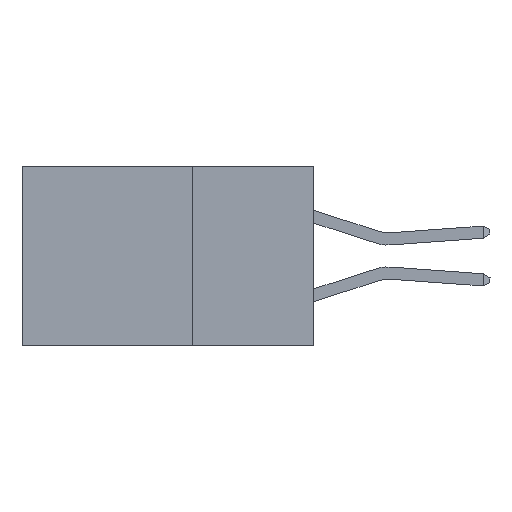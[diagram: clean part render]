
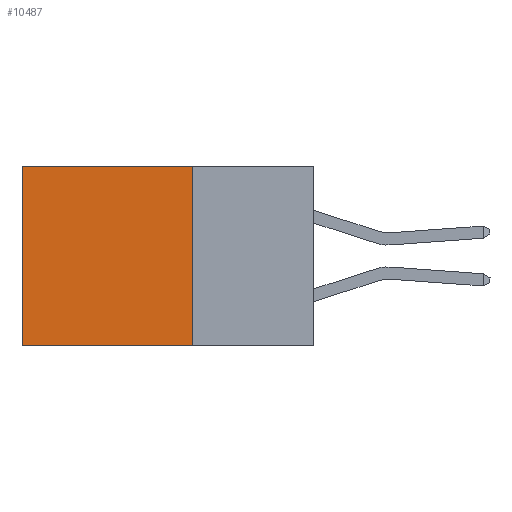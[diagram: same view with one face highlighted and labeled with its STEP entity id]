
A CAD part, left-side view. The second image highlights one B-rep face of the part: STEP entity #10487.
In plain terms, the highlighted planar face has unit normal (-1, 0, 0).
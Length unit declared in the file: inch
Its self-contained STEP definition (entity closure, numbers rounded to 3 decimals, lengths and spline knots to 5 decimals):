
#262 = CARTESIAN_POINT ( 'NONE',  ( 0.2875, 0.25, 0. ) ) ;
#573 = VERTEX_POINT ( 'NONE', #262 ) ;
#762 = EDGE_CURVE ( 'NONE', #972, #6839, #9240, .T. ) ;
#850 = CARTESIAN_POINT ( 'NONE',  ( 0.2875, 0.25, 0. ) ) ;
#858 = DIRECTION ( 'NONE',  ( 0., 0., -1. ) ) ;
#885 = VECTOR ( 'NONE', #1235, 39.37008 ) ;
#972 = VERTEX_POINT ( 'NONE', #12000 ) ;
#1213 = EDGE_CURVE ( 'NONE', #6662, #6839, #11954, .T. ) ;
#1235 = DIRECTION ( 'NONE',  ( 0., 0., -1. ) ) ;
#1654 = FACE_OUTER_BOUND ( 'NONE', #7285, .T. ) ;
#1872 = PLANE ( 'NONE',  #2710 ) ;
#1998 = ORIENTED_EDGE ( 'NONE', *, *, #5962, .F. ) ;
#2710 = AXIS2_PLACEMENT_3D ( 'NONE', #9227, #2961, #10258 ) ;
#2961 = DIRECTION ( 'NONE',  ( 1., 0., 0. ) ) ;
#3725 = VECTOR ( 'NONE', #9217, 39.37008 ) ;
#4444 = ORIENTED_EDGE ( 'NONE', *, *, #762, .T. ) ;
#5231 = CARTESIAN_POINT ( 'NONE',  ( 0.2875, 0.6, -0.37 ) ) ;
#5962 = EDGE_CURVE ( 'NONE', #573, #6662, #7048, .T. ) ;
#6011 = CARTESIAN_POINT ( 'NONE',  ( 0.2875, 0.25, -0.37 ) ) ;
#6550 = EDGE_CURVE ( 'NONE', #573, #972, #9641, .T. ) ;
#6615 = DIRECTION ( 'NONE',  ( 0., 1., 0. ) ) ;
#6662 = VERTEX_POINT ( 'NONE', #6011 ) ;
#6839 = VERTEX_POINT ( 'NONE', #5231 ) ;
#7048 = LINE ( 'NONE', #13287, #12216 ) ;
#7285 = EDGE_LOOP ( 'NONE', ( #4444, #12755, #1998, #10353 ) ) ;
#7531 = CARTESIAN_POINT ( 'NONE',  ( 0.2875, 0.6, 0. ) ) ;
#9217 = DIRECTION ( 'NONE',  ( 0., 1., 0. ) ) ;
#9224 = VECTOR ( 'NONE', #6615, 39.37008 ) ;
#9227 = CARTESIAN_POINT ( 'NONE',  ( 0.2875, 0.25, 0. ) ) ;
#9240 = LINE ( 'NONE', #7531, #885 ) ;
#9289 = CARTESIAN_POINT ( 'NONE',  ( 0.2875, 0.25, -0.37 ) ) ;
#9641 = LINE ( 'NONE', #850, #3725 ) ;
#10258 = DIRECTION ( 'NONE',  ( 0., 0., -1. ) ) ;
#10353 = ORIENTED_EDGE ( 'NONE', *, *, #6550, .T. ) ;
#10487 = ADVANCED_FACE ( 'NONE', ( #1654 ), #1872, .F. ) ;
#11954 = LINE ( 'NONE', #9289, #9224 ) ;
#12000 = CARTESIAN_POINT ( 'NONE',  ( 0.2875, 0.6, 0. ) ) ;
#12216 = VECTOR ( 'NONE', #858, 39.37008 ) ;
#12755 = ORIENTED_EDGE ( 'NONE', *, *, #1213, .F. ) ;
#13287 = CARTESIAN_POINT ( 'NONE',  ( 0.2875, 0.25, 0. ) ) ;
